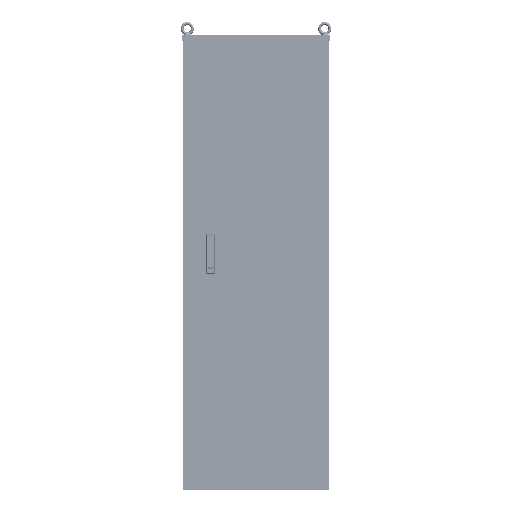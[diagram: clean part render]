
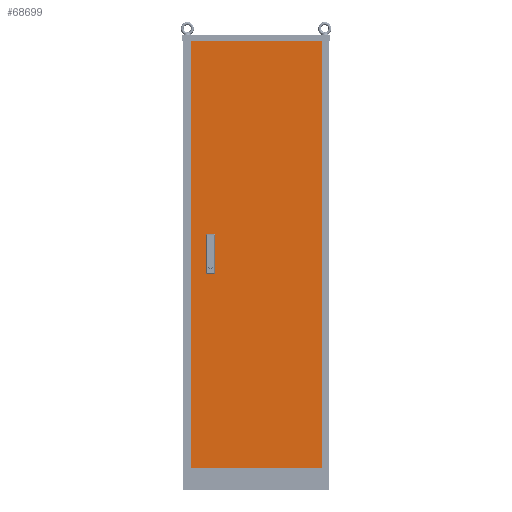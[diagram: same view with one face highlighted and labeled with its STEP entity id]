
A CAD part, top view. The second image highlights one B-rep face of the part: STEP entity #68699.
In plain terms, the highlighted planar face has unit normal (0, 0, 1).
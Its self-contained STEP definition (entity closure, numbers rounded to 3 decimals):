
#243 = CARTESIAN_POINT ( 'NONE',  ( -471., -24.75, 1.5 ) ) ;
#1243 = ORIENTED_EDGE ( 'NONE', *, *, #78001, .T. ) ;
#1855 = VERTEX_POINT ( 'NONE', #43237 ) ;
#2030 = DIRECTION ( 'NONE',  ( -1., 0., 0. ) ) ;
#2456 = EDGE_CURVE ( 'NONE', #33287, #45783, #7080, .T. ) ;
#2767 = DIRECTION ( 'NONE',  ( 1., 0., 0. ) ) ;
#3991 = CARTESIAN_POINT ( 'NONE',  ( -471., 24.75, 1.5 ) ) ;
#4024 = VERTEX_POINT ( 'NONE', #51083 ) ;
#6818 = EDGE_LOOP ( 'NONE', ( #1243, #38537, #94121, #13613 ) ) ;
#7039 = VERTEX_POINT ( 'NONE', #15690 ) ;
#7080 = LINE ( 'NONE', #87822, #64138 ) ;
#7687 = LINE ( 'NONE', #39552, #84479 ) ;
#8570 = VECTOR ( 'NONE', #88127, 1000. ) ;
#8952 = CARTESIAN_POINT ( 'NONE',  ( -471., 75.25, 1.5 ) ) ;
#9065 = CARTESIAN_POINT ( 'NONE',  ( 0., 878.5, 1.5 ) ) ;
#9928 = VECTOR ( 'NONE', #41644, 1000. ) ;
#10711 = LINE ( 'NONE', #57516, #45748 ) ;
#13613 = ORIENTED_EDGE ( 'NONE', *, *, #16156, .T. ) ;
#13741 = CARTESIAN_POINT ( 'NONE',  ( -471., 75.25, 1.5 ) ) ;
#15690 = CARTESIAN_POINT ( 'NONE',  ( -540., -878.5, 1.5 ) ) ;
#16156 = EDGE_CURVE ( 'NONE', #50762, #34731, #28633, .T. ) ;
#18396 = EDGE_CURVE ( 'NONE', #45783, #81565, #25892, .T. ) ;
#18890 = CARTESIAN_POINT ( 'NONE',  ( 0., -878.5, 1.5 ) ) ;
#21189 = EDGE_LOOP ( 'NONE', ( #24371, #41833, #87469, #39259 ) ) ;
#23130 = EDGE_CURVE ( 'NONE', #4024, #67199, #86700, .T. ) ;
#24371 = ORIENTED_EDGE ( 'NONE', *, *, #23130, .F. ) ;
#25179 = CARTESIAN_POINT ( 'NONE',  ( -471., -75.25, 1.5 ) ) ;
#25517 = DIRECTION ( 'NONE',  ( 1., 0., 0. ) ) ;
#25630 = DIRECTION ( 'NONE',  ( 1., 0., 0. ) ) ;
#25892 = LINE ( 'NONE', #25179, #62841 ) ;
#26288 = LINE ( 'NONE', #13741, #48256 ) ;
#27395 = DIRECTION ( 'NONE',  ( -1., 0., 0. ) ) ;
#28451 = FACE_BOUND ( 'NONE', #21189, .T. ) ;
#28633 = LINE ( 'NONE', #80628, #8570 ) ;
#28864 = CARTESIAN_POINT ( 'NONE',  ( -540., 878.5, 1.5 ) ) ;
#29324 = CARTESIAN_POINT ( 'NONE',  ( 0., 878.5, 1.5 ) ) ;
#30538 = CARTESIAN_POINT ( 'NONE',  ( -445.5, -24.75, 1.5 ) ) ;
#32698 = CARTESIAN_POINT ( 'NONE',  ( 0., 0., 1.5 ) ) ;
#33287 = VERTEX_POINT ( 'NONE', #243 ) ;
#33719 = EDGE_LOOP ( 'NONE', ( #51945, #48291, #43988, #74690 ) ) ;
#34731 = VERTEX_POINT ( 'NONE', #93762 ) ;
#38537 = ORIENTED_EDGE ( 'NONE', *, *, #59833, .T. ) ;
#39259 = ORIENTED_EDGE ( 'NONE', *, *, #92347, .F. ) ;
#39552 = CARTESIAN_POINT ( 'NONE',  ( -445.5, 75.25, 1.5 ) ) ;
#39863 = DIRECTION ( 'NONE',  ( 0., 1., 0. ) ) ;
#39875 = EDGE_CURVE ( 'NONE', #44465, #50762, #87114, .T. ) ;
#41197 = VECTOR ( 'NONE', #88115, 1000. ) ;
#41409 = LINE ( 'NONE', #8952, #58742 ) ;
#41644 = DIRECTION ( 'NONE',  ( 1., 0., 0. ) ) ;
#41833 = ORIENTED_EDGE ( 'NONE', *, *, #76968, .F. ) ;
#43237 = CARTESIAN_POINT ( 'NONE',  ( -471., 75.25, 1.5 ) ) ;
#43988 = ORIENTED_EDGE ( 'NONE', *, *, #2456, .F. ) ;
#44465 = VERTEX_POINT ( 'NONE', #18890 ) ;
#45748 = VECTOR ( 'NONE', #94932, 1000. ) ;
#45783 = VERTEX_POINT ( 'NONE', #71218 ) ;
#46603 = DIRECTION ( 'NONE',  ( 0., 1., 0. ) ) ;
#47562 = DIRECTION ( 'NONE',  ( 0., 0., 1. ) ) ;
#48256 = VECTOR ( 'NONE', #65720, 1000. ) ;
#48291 = ORIENTED_EDGE ( 'NONE', *, *, #18396, .F. ) ;
#50762 = VERTEX_POINT ( 'NONE', #29324 ) ;
#51083 = CARTESIAN_POINT ( 'NONE',  ( -471., 24.75, 1.5 ) ) ;
#51945 = ORIENTED_EDGE ( 'NONE', *, *, #71754, .F. ) ;
#57516 = CARTESIAN_POINT ( 'NONE',  ( -445.5, -75.25, 1.5 ) ) ;
#58742 = VECTOR ( 'NONE', #2030, 1000. ) ;
#59833 = EDGE_CURVE ( 'NONE', #7039, #44465, #64221, .T. ) ;
#62841 = VECTOR ( 'NONE', #25517, 1000. ) ;
#64138 = VECTOR ( 'NONE', #73189, 1000. ) ;
#64221 = LINE ( 'NONE', #92688, #94506 ) ;
#65720 = DIRECTION ( 'NONE',  ( 0., -1., 0. ) ) ;
#66847 = VECTOR ( 'NONE', #27395, 1000. ) ;
#67199 = VERTEX_POINT ( 'NONE', #82325 ) ;
#67395 = VECTOR ( 'NONE', #46603, 1000. ) ;
#67486 = EDGE_CURVE ( 'NONE', #79470, #1855, #41409, .T. ) ;
#67779 = FACE_OUTER_BOUND ( 'NONE', #6818, .T. ) ;
#68699 = ADVANCED_FACE ( 'NONE', ( #28451, #87503, #67779 ), #91686, .T. ) ;
#71218 = CARTESIAN_POINT ( 'NONE',  ( -471., -75.25, 1.5 ) ) ;
#71377 = CARTESIAN_POINT ( 'NONE',  ( -471., -24.75, 1.5 ) ) ;
#71754 = EDGE_CURVE ( 'NONE', #81565, #94599, #10711, .T. ) ;
#73189 = DIRECTION ( 'NONE',  ( 0., -1., 0. ) ) ;
#74690 = ORIENTED_EDGE ( 'NONE', *, *, #95616, .F. ) ;
#76968 = EDGE_CURVE ( 'NONE', #1855, #4024, #26288, .T. ) ;
#78001 = EDGE_CURVE ( 'NONE', #34731, #7039, #80576, .T. ) ;
#79470 = VERTEX_POINT ( 'NONE', #92090 ) ;
#80576 = LINE ( 'NONE', #28864, #41197 ) ;
#80628 = CARTESIAN_POINT ( 'NONE',  ( -540., 878.5, 1.5 ) ) ;
#81565 = VERTEX_POINT ( 'NONE', #86175 ) ;
#82325 = CARTESIAN_POINT ( 'NONE',  ( -445.5, 24.75, 1.5 ) ) ;
#84479 = VECTOR ( 'NONE', #39863, 1000. ) ;
#86175 = CARTESIAN_POINT ( 'NONE',  ( -445.5, -75.25, 1.5 ) ) ;
#86563 = LINE ( 'NONE', #71377, #66847 ) ;
#86700 = LINE ( 'NONE', #3991, #9928 ) ;
#87114 = LINE ( 'NONE', #9065, #67395 ) ;
#87469 = ORIENTED_EDGE ( 'NONE', *, *, #67486, .F. ) ;
#87503 = FACE_BOUND ( 'NONE', #33719, .T. ) ;
#87822 = CARTESIAN_POINT ( 'NONE',  ( -471., -75.25, 1.5 ) ) ;
#88115 = DIRECTION ( 'NONE',  ( 0., -1., 0. ) ) ;
#88127 = DIRECTION ( 'NONE',  ( -1., 0., 0. ) ) ;
#91686 = PLANE ( 'NONE',  #94293 ) ;
#92090 = CARTESIAN_POINT ( 'NONE',  ( -445.5, 75.25, 1.5 ) ) ;
#92347 = EDGE_CURVE ( 'NONE', #67199, #79470, #7687, .T. ) ;
#92688 = CARTESIAN_POINT ( 'NONE',  ( -540., -878.5, 1.5 ) ) ;
#93762 = CARTESIAN_POINT ( 'NONE',  ( -540., 878.5, 1.5 ) ) ;
#94121 = ORIENTED_EDGE ( 'NONE', *, *, #39875, .T. ) ;
#94293 = AXIS2_PLACEMENT_3D ( 'NONE', #32698, #47562, #2767 ) ;
#94506 = VECTOR ( 'NONE', #25630, 1000. ) ;
#94599 = VERTEX_POINT ( 'NONE', #30538 ) ;
#94932 = DIRECTION ( 'NONE',  ( 0., 1., 0. ) ) ;
#95616 = EDGE_CURVE ( 'NONE', #94599, #33287, #86563, .T. ) ;
